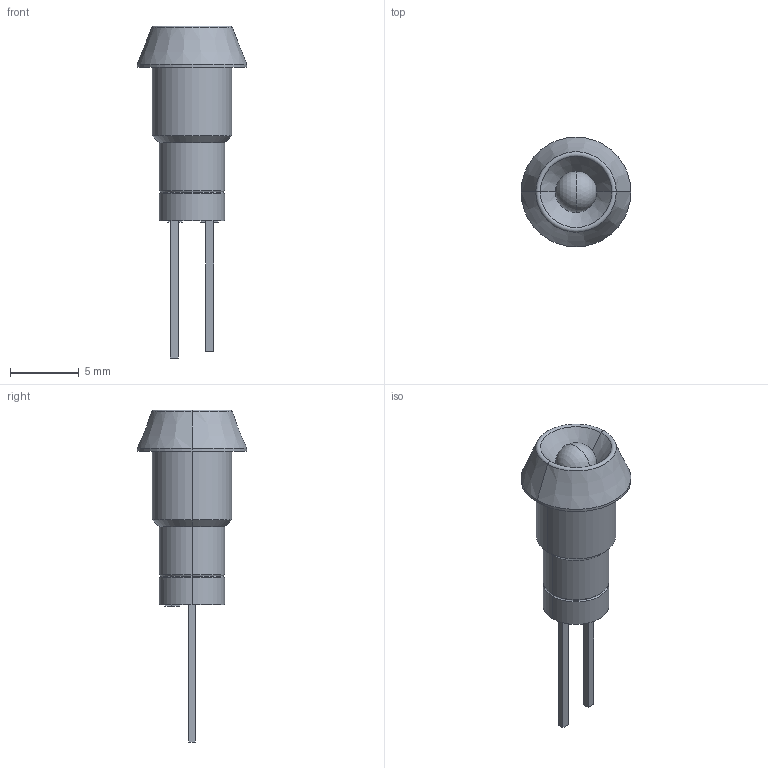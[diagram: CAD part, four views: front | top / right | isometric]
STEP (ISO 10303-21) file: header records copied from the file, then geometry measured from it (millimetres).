
FILE_DESCRIPTION(('FreeCAD Model'),'2;1');
FILE_NAME('MLH-5.step', '2019-08-06T21:36:01',('Author'),(''), 'Open CASCADE STEP processor 7.2','FreeCAD','Unknown');
FILE_SCHEMA(('AUTOMOTIVE_DESIGN { 1 0 10303 214 1 1 1 1 }'));
Length unit declared in the file: millimetre
Products named in the file (2): User_Library_Green_LED_L_603G; User_Library-Green_LED_L-603G_Green_LED_L-603G_Holder_____________
Assembly tree (1 placements, depth 2):
  User_Library_Green_LED_L_603G
    User_Library-Green_LED_L-603G_Green_LED_L-603G_Holder_____________
Bounding box: 8 x 8 x 24.2 mm (x, y, z)
Volume: 346.6 mm3; surface area: 463 mm2
Topology: 1 solids, 1 shells, 69 faces, 168 edges, 105 vertices
Faces by surface type: plane 27, bspline 16, cylinder 12, torus 6, cone 6, sphere 2
Entity records: 5151 total; most frequent: CARTESIAN_POINT 1430, DIRECTION 545, LINE 336, VECTOR 336, ORIENTED_EDGE 332, PCURVE 332, DEFINITIONAL_REPRESENTATION 332, EDGE_CURVE 166
